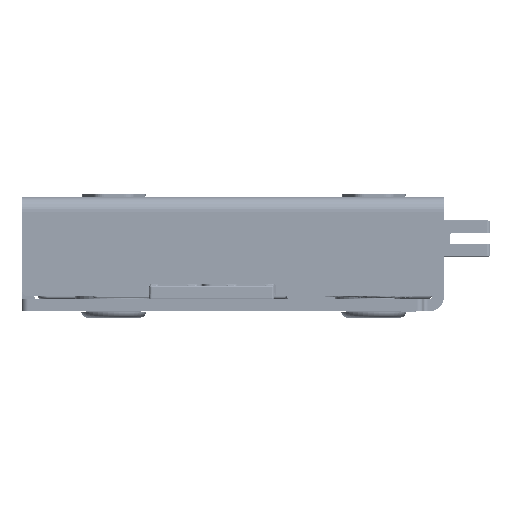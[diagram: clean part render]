
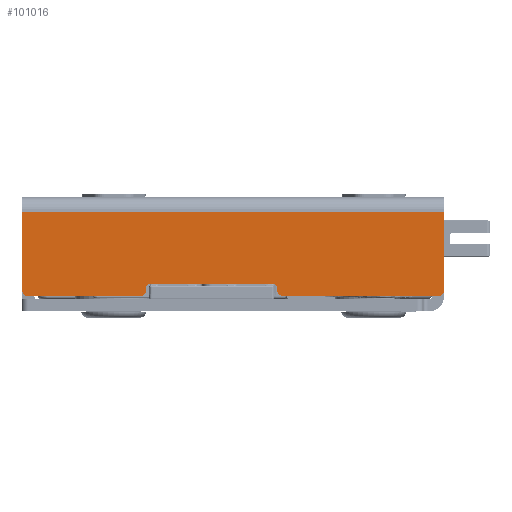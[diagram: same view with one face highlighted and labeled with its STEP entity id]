
A CAD part, left-side view. The second image highlights one B-rep face of the part: STEP entity #101016.
In plain terms, the highlighted planar face has unit normal (-1, 0, 0).
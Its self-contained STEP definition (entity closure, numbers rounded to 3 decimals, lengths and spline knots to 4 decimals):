
#5770=PLANE('',#107467);
#9749=FACE_OUTER_BOUND('',#15476,.T.);
#15476=EDGE_LOOP('',(#75894,#75895,#75896,#75897,#75898,#75899,#75900,#75901,
#75902,#75903,#75904,#75905,#75906,#75907));
#20173=CIRCLE('',#107449,0.0197);
#20175=CIRCLE('',#107453,0.0197);
#20177=CIRCLE('',#107457,0.0394);
#20182=CIRCLE('',#107464,0.0394);
#20183=CIRCLE('',#107468,0.0394);
#20184=CIRCLE('',#107469,0.0394);
#25439=LINE('',#163368,#35062);
#25445=LINE('',#163383,#35068);
#25455=LINE('',#163415,#35078);
#25456=LINE('',#163418,#35079);
#25458=LINE('',#163422,#35081);
#25459=LINE('',#163426,#35082);
#25460=LINE('',#163428,#35083);
#25461=LINE('',#163430,#35084);
#35062=VECTOR('',#121502,0.3937);
#35068=VECTOR('',#121516,0.3937);
#35078=VECTOR('',#121546,0.3937);
#35079=VECTOR('',#121549,0.3937);
#35081=VECTOR('',#121553,0.3937);
#35082=VECTOR('',#121556,0.3937);
#35083=VECTOR('',#121557,0.3937);
#35084=VECTOR('',#121558,0.3937);
#45164=VERTEX_POINT('',#163358);
#45165=VERTEX_POINT('',#163359);
#45168=VERTEX_POINT('',#163367);
#45170=VERTEX_POINT('',#163373);
#45171=VERTEX_POINT('',#163374);
#45174=VERTEX_POINT('',#163385);
#45184=VERTEX_POINT('',#163409);
#45185=VERTEX_POINT('',#163411);
#45186=VERTEX_POINT('',#163417);
#45187=VERTEX_POINT('',#163421);
#45188=VERTEX_POINT('',#163423);
#45189=VERTEX_POINT('',#163425);
#45190=VERTEX_POINT('',#163427);
#45191=VERTEX_POINT('',#163429);
#56313=EDGE_CURVE('',#45164,#45165,#20173,.T.);
#56317=EDGE_CURVE('',#45168,#45165,#25439,.T.);
#56320=EDGE_CURVE('',#45170,#45171,#20175,.T.);
#56325=EDGE_CURVE('',#45164,#45171,#25445,.T.);
#56326=EDGE_CURVE('',#45168,#45174,#20177,.T.);
#56339=EDGE_CURVE('',#45184,#45185,#20182,.T.);
#56341=EDGE_CURVE('',#45170,#45185,#25455,.T.);
#56342=EDGE_CURVE('',#45174,#45186,#25456,.T.);
#56344=EDGE_CURVE('',#45187,#45184,#25458,.T.);
#56345=EDGE_CURVE('',#45188,#45187,#20183,.T.);
#56346=EDGE_CURVE('',#45189,#45188,#25459,.T.);
#56347=EDGE_CURVE('',#45190,#45189,#25460,.T.);
#56348=EDGE_CURVE('',#45190,#45191,#25461,.T.);
#56349=EDGE_CURVE('',#45186,#45191,#20184,.T.);
#75894=ORIENTED_EDGE('',*,*,#56326,.F.);
#75895=ORIENTED_EDGE('',*,*,#56317,.T.);
#75896=ORIENTED_EDGE('',*,*,#56313,.F.);
#75897=ORIENTED_EDGE('',*,*,#56325,.T.);
#75898=ORIENTED_EDGE('',*,*,#56320,.F.);
#75899=ORIENTED_EDGE('',*,*,#56341,.T.);
#75900=ORIENTED_EDGE('',*,*,#56339,.F.);
#75901=ORIENTED_EDGE('',*,*,#56344,.F.);
#75902=ORIENTED_EDGE('',*,*,#56345,.F.);
#75903=ORIENTED_EDGE('',*,*,#56346,.F.);
#75904=ORIENTED_EDGE('',*,*,#56347,.F.);
#75905=ORIENTED_EDGE('',*,*,#56348,.T.);
#75906=ORIENTED_EDGE('',*,*,#56349,.F.);
#75907=ORIENTED_EDGE('',*,*,#56342,.F.);
#101016=ADVANCED_FACE('',(#9749),#5770,.T.);
#107449=AXIS2_PLACEMENT_3D('',#163360,#121494,#121495);
#107453=AXIS2_PLACEMENT_3D('',#163375,#121507,#121508);
#107457=AXIS2_PLACEMENT_3D('',#163386,#121519,#121520);
#107464=AXIS2_PLACEMENT_3D('',#163412,#121541,#121542);
#107467=AXIS2_PLACEMENT_3D('',#163420,#121551,#121552);
#107468=AXIS2_PLACEMENT_3D('',#163424,#121554,#121555);
#107469=AXIS2_PLACEMENT_3D('',#163431,#121559,#121560);
#121494=DIRECTION('center_axis',(-1.,0.,0.));
#121495=DIRECTION('ref_axis',(0.,0.707,0.707));
#121502=DIRECTION('',(0.,0.,1.));
#121507=DIRECTION('center_axis',(-1.,0.,0.));
#121508=DIRECTION('ref_axis',(0.,-0.707,0.707));
#121516=DIRECTION('',(0.,-1.,0.));
#121519=DIRECTION('center_axis',(1.,0.,0.));
#121520=DIRECTION('ref_axis',(0.,-0.707,-0.707));
#121541=DIRECTION('center_axis',(1.,0.,0.));
#121542=DIRECTION('ref_axis',(0.,0.707,-0.707));
#121546=DIRECTION('',(0.,0.,-1.));
#121549=DIRECTION('',(0.,1.,0.));
#121551=DIRECTION('center_axis',(-1.,0.,0.));
#121552=DIRECTION('ref_axis',(0.,1.,0.));
#121553=DIRECTION('',(0.,1.,0.));
#121554=DIRECTION('center_axis',(1.,0.,0.));
#121555=DIRECTION('ref_axis',(0.,-0.707,-0.707));
#121556=DIRECTION('',(0.,0.,-1.));
#121557=DIRECTION('',(0.,-1.,0.));
#121558=DIRECTION('',(0.,0.,-1.));
#121559=DIRECTION('center_axis',(1.,0.,0.));
#121560=DIRECTION('ref_axis',(0.,0.707,-0.707));
#163358=CARTESIAN_POINT('',(-1.2008,-0.2293,0.0956));
#163359=CARTESIAN_POINT('',(-1.2008,-0.2096,0.0759));
#163360=CARTESIAN_POINT('Origin',(-1.2008,-0.2293,0.0759));
#163367=CARTESIAN_POINT('',(-1.2008,-0.2096,0.0591));
#163368=CARTESIAN_POINT('',(-1.2008,-0.2096,0.3396));
#163373=CARTESIAN_POINT('',(-1.2008,-1.0514,0.0759));
#163374=CARTESIAN_POINT('',(-1.2008,-1.0318,0.0956));
#163375=CARTESIAN_POINT('Origin',(-1.2008,-1.0318,0.0759));
#163383=CARTESIAN_POINT('',(-1.2008,-1.1678,0.0956));
#163385=CARTESIAN_POINT('',(-1.2008,-0.1702,0.0197));
#163386=CARTESIAN_POINT('Origin',(-1.2008,-0.1702,0.0591));
#163409=CARTESIAN_POINT('',(-1.2008,-1.0908,0.0197));
#163411=CARTESIAN_POINT('',(-1.2008,-1.0514,0.0591));
#163412=CARTESIAN_POINT('Origin',(-1.2008,-1.0908,0.0591));
#163415=CARTESIAN_POINT('',(-1.2008,-1.0514,0.3775));
#163417=CARTESIAN_POINT('',(-1.2008,0.5512,0.0197));
#163418=CARTESIAN_POINT('',(-1.2008,0.5906,0.0197));
#163420=CARTESIAN_POINT('Origin',(-1.2008,-2.126,0.6594));
#163421=CARTESIAN_POINT('',(-1.2008,-2.0866,0.0197));
#163422=CARTESIAN_POINT('',(-1.2008,0.5906,0.0197));
#163423=CARTESIAN_POINT('',(-1.2008,-2.126,0.0591));
#163424=CARTESIAN_POINT('Origin',(-1.2008,-2.0866,0.0591));
#163425=CARTESIAN_POINT('',(-1.2008,-2.126,0.561));
#163426=CARTESIAN_POINT('',(-1.2008,-2.126,0.6594));
#163427=CARTESIAN_POINT('',(-1.2008,0.5906,0.561));
#163428=CARTESIAN_POINT('',(-1.2008,-1.407,0.561));
#163429=CARTESIAN_POINT('',(-1.2008,0.5906,0.0591));
#163430=CARTESIAN_POINT('',(-1.2008,0.5906,0.6594));
#163431=CARTESIAN_POINT('Origin',(-1.2008,0.5512,0.0591));
